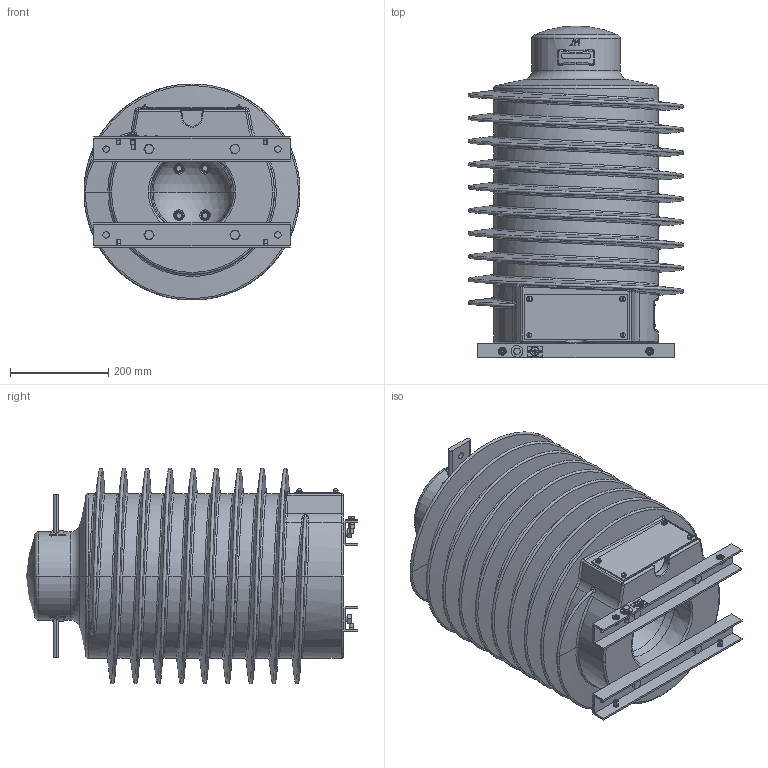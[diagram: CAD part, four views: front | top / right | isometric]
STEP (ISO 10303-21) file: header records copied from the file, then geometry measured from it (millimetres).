
FILE_DESCRIPTION (( 'STEP AP214' ), '1' );
FILE_NAME ('ﾒﾎﾋ-35 III-7.2 (50-1000 ﾀ).STEP', '2020-04-16T06:09:59', ( '' ), ( '' ), 'SwSTEP 2.0', 'SolidWorks 2010', '' );
FILE_SCHEMA (( 'AUTOMOTIVE_DESIGN' ));
Length unit declared in the file: millimetre
Products named in the file (1): ﾒﾎﾋ-35 III-7.2 (50-1000 ﾀ)
Bounding box: 440 x 676 x 439.99 mm (x, y, z)
Volume: 46785398.8 mm3; surface area: 3090035.3 mm2
Topology: 62 solids, 64 shells, 2280 faces, 5462 edges, 3357 vertices
Faces by surface type: plane 777, cylinder 712, cone 398, torus 230, bspline 89, sphere 74
Entity records: 119333 total; most frequent: CARTESIAN_POINT 40037, DIRECTION 11781, ORIENTED_EDGE 10836, EDGE_CURVE 5418, AXIS2_PLACEMENT_3D 4678, VERTEX_POINT 3357, EDGE_LOOP 2553, CIRCLE 2486
